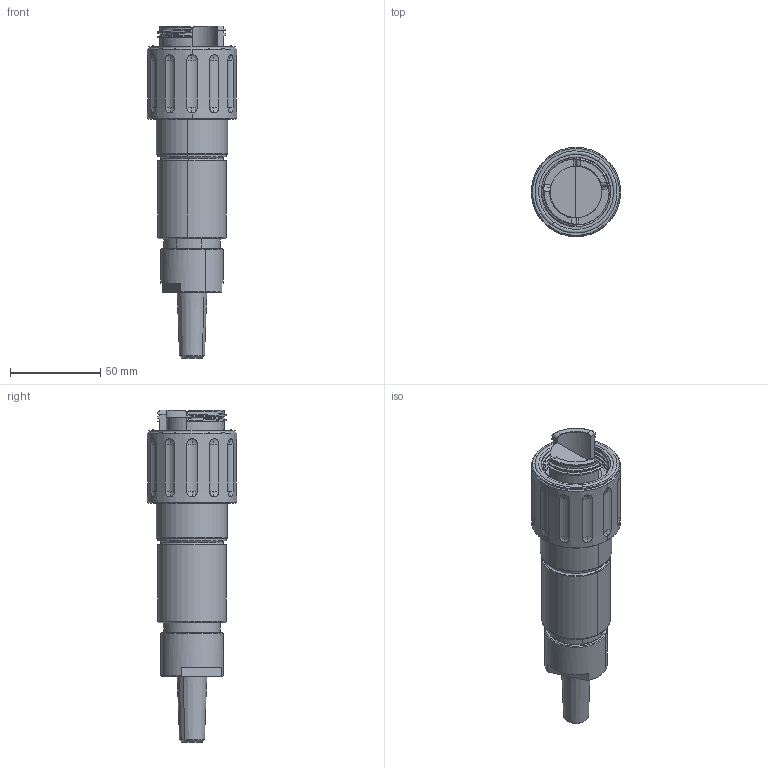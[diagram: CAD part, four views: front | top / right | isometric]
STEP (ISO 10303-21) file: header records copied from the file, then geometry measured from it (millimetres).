
FILE_DESCRIPTION (( 'STEP AP203' ), '1' );
FILE_NAME ('Size 23 Hermaphroditic Plug.STEP', '2019-03-29T17:22:40', ( '' ), ( '' ), 'SwSTEP 2.0', 'SolidWorks 2019', '' );
FILE_SCHEMA (( 'CONFIG_CONTROL_DESIGN' ));
Length unit declared in the file: inch
Products named in the file (1): Size 23 Hermaphroditic Plug
Bounding box: 49.53 x 49.53 x 184.18 mm (x, y, z)
Volume: 185051 mm3; surface area: 29555.8 mm2
Topology: 1 solids, 1 shells, 209 faces, 525 edges, 340 vertices
Faces by surface type: cylinder 78, sphere 48, plane 35, bspline 18, cone 16, torus 14
Entity records: 9325 total; most frequent: CARTESIAN_POINT 4554, ORIENTED_EDGE 1050, DIRECTION 921, EDGE_CURVE 525, AXIS2_PLACEMENT_3D 385, VERTEX_POINT 340, EDGE_LOOP 231, FACE_OUTER_BOUND 209
